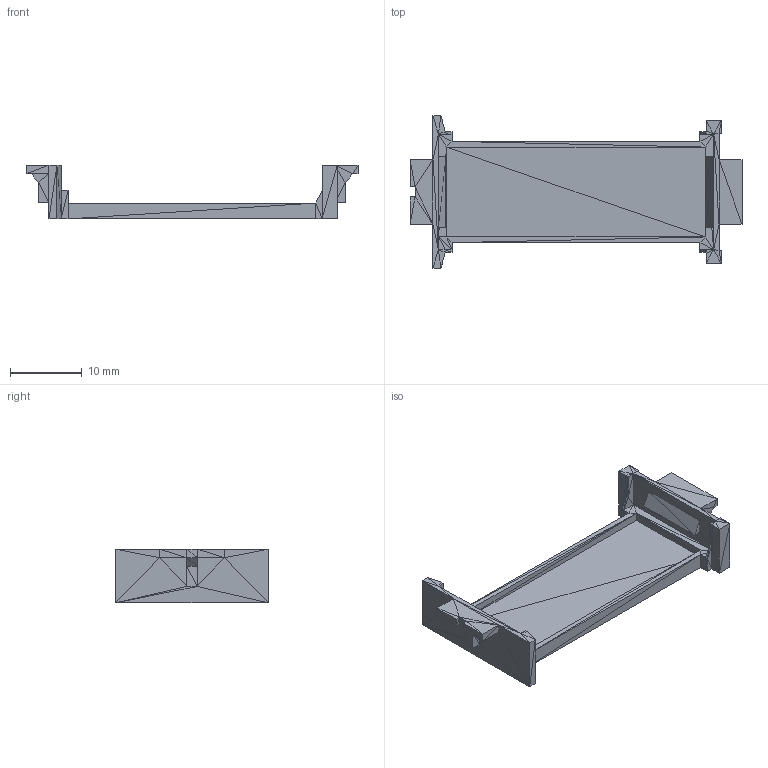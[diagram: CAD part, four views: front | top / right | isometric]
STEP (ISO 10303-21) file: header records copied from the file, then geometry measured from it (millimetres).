
FILE_DESCRIPTION(('FreeCAD Model'),'2;1');
FILE_NAME('pcb2molex8878.step', '2019-09-02T21:59:07',('Author'),(''), 'Open CASCADE STEP processor 7.3','FreeCAD','Unknown');
FILE_SCHEMA(('AUTOMOTIVE_DESIGN { 1 0 10303 214 1 1 1 1 }'));
Length unit declared in the file: millimetre
Products named in the file (1): pcb2molex8878_chamfer001
Bounding box: 46.2 x 21.2 x 7.48 mm (x, y, z)
Surface area: 2277 mm2 (no closed solid volume)
Topology: 0 solids, 1 shells, 294 faces, 442 edges, 149 vertices
Faces by surface type: plane 294
Entity records: 11180 total; most frequent: CARTESIAN_POINT 2220, DIRECTION 1499, LINE 909, VECTOR 909, ORIENTED_EDGE 892, PCURVE 892, DEFINITIONAL_REPRESENTATION 892, EDGE_CURVE 449
